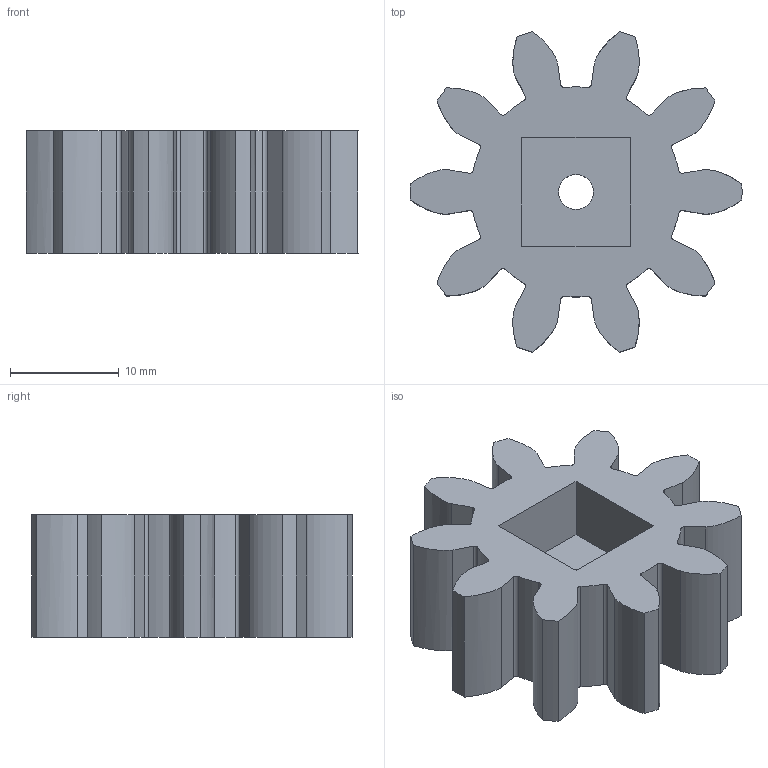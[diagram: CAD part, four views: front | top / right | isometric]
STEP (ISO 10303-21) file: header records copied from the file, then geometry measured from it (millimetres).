
FILE_DESCRIPTION(/* description */ (''),/* implementation_level */ '2;1');
FILE_NAME(/* name */ 'small gear v4.step',/* time_stamp */ '2022-04-12T15:44:49+02:00',/* author */ (''),/* organization */ (''),/* preprocessor_version */ 'ST-DEVELOPER v18.1',/* originating_system */ 'Autodesk Translation Framework v10.14.0.1471',/* authorisation */ '');
FILE_SCHEMA (('AUTOMOTIVE_DESIGN { 1 0 10303 214 3 1 1 }'));
Length unit declared in the file: millimetre
Products named in the file (2): small gear; Spur Gear (10 teeth)
Assembly tree (1 placements, depth 2):
  small gear
    Spur Gear (10 teeth)
Bounding box: 30.48 x 29.41 x 11.27 mm (x, y, z)
Volume: 4810.7 mm3; surface area: 3057.9 mm2
Topology: 1 solids, 1 shells, 88 faces, 255 edges, 170 vertices
Faces by surface type: cylinder 41, plane 27, bspline 20
Full cylindrical faces by diameter (mm): 3.2 x1
Entity records: 8718 total; most frequent: CARTESIAN_POINT 6456, ORIENTED_EDGE 510, DIRECTION 439, EDGE_CURVE 255, VERTEX_POINT 170, AXIS2_PLACEMENT_3D 153, LINE 133, VECTOR 133
